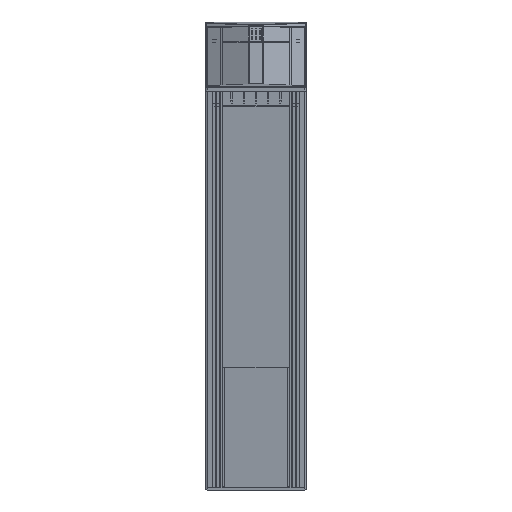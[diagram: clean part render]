
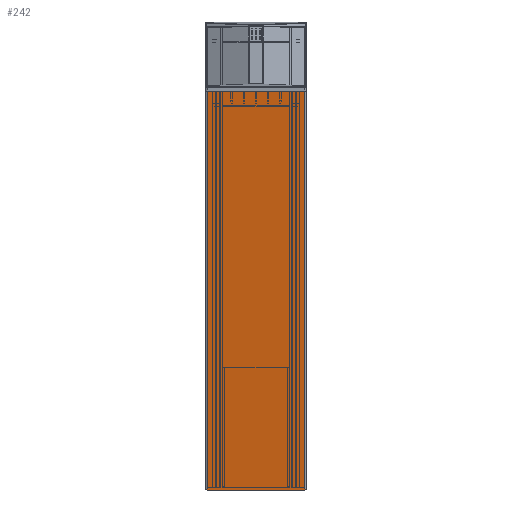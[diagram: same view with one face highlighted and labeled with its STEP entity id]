
A CAD part, top view. The second image highlights one B-rep face of the part: STEP entity #242.
In plain terms, the highlighted planar face has unit normal (0, -0.174, 0.985).
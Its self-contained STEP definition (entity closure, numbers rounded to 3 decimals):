
#242=ADVANCED_FACE('',(#1451),#1452,.T.);
#1451=FACE_OUTER_BOUND('',#3644,.T.);
#1452=PLANE('',#3645);
#3644=EDGE_LOOP('',(#9140,#9141,#9142,#9143));
#3645=AXIS2_PLACEMENT_3D('',#9144,#9145,#9146);
#9140=ORIENTED_EDGE('',*,*,#16704,.T.);
#9141=ORIENTED_EDGE('',*,*,#16821,.T.);
#9142=ORIENTED_EDGE('',*,*,#16822,.F.);
#9143=ORIENTED_EDGE('',*,*,#16823,.F.);
#9144=CARTESIAN_POINT('',(45.183,-411.567,656.435));
#9145=DIRECTION('',(0.,-0.174,0.985));
#9146=DIRECTION('',(1.0,0.,0.));
#16704=EDGE_CURVE('',#19629,#19627,#19630,.T.);
#16821=EDGE_CURVE('',#19627,#19802,#19804,.T.);
#16822=EDGE_CURVE('',#19805,#19802,#19806,.T.);
#16823=EDGE_CURVE('',#19629,#19805,#19807,.T.);
#19627=VERTEX_POINT('',#24190);
#19629=VERTEX_POINT('',#24192);
#19630=LINE('',#24193,#24194);
#19802=VERTEX_POINT('',#24439);
#19804=LINE('',#24441,#24442);
#19805=VERTEX_POINT('',#24443);
#19806=LINE('',#24444,#24445);
#19807=LINE('',#24446,#24447);
#24190=CARTESIAN_POINT('',(141.183,-411.567,656.435));
#24192=CARTESIAN_POINT('',(45.183,-411.567,656.435));
#24193=CARTESIAN_POINT('',(45.183,-411.567,656.435));
#24194=VECTOR('',#32481,10.0);
#24439=CARTESIAN_POINT('',(141.183,-19.614,725.547));
#24441=CARTESIAN_POINT('',(141.183,-411.567,656.435));
#24442=VECTOR('',#32684,10.0);
#24443=CARTESIAN_POINT('',(45.183,-19.614,725.547));
#24444=CARTESIAN_POINT('',(45.183,-19.614,725.547));
#24445=VECTOR('',#32685,10.0);
#24446=CARTESIAN_POINT('',(45.183,-411.567,656.435));
#24447=VECTOR('',#32686,10.0);
#32481=DIRECTION('',(1.0,0.,0.));
#32684=DIRECTION('',(0.,0.985,0.174));
#32685=DIRECTION('',(1.0,0.,0.));
#32686=DIRECTION('',(0.,0.985,0.174));
